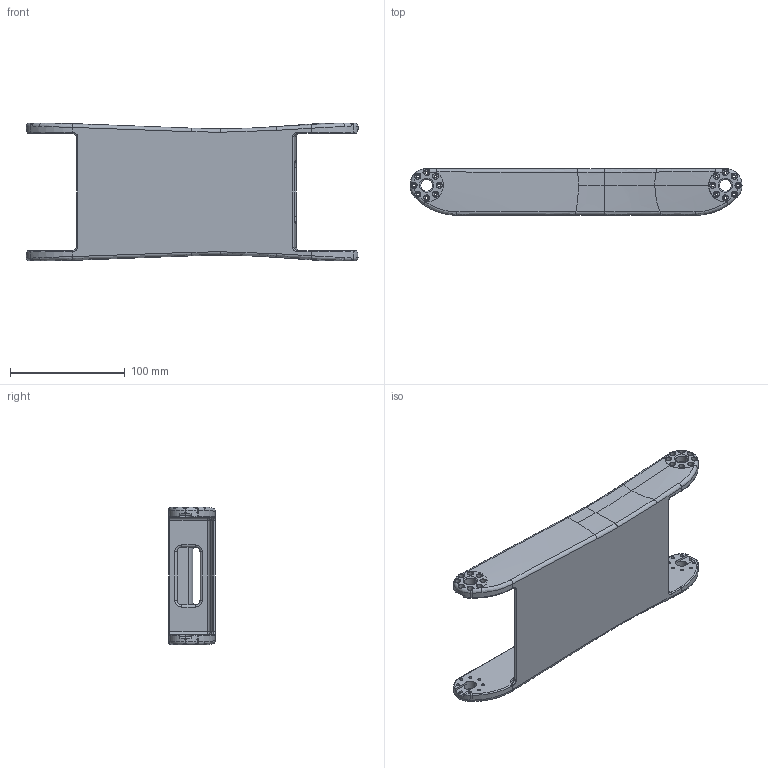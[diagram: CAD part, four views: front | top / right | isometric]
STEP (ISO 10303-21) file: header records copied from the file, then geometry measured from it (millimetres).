
FILE_DESCRIPTION (( 'STEP AP214' ), '1' );
FILE_NAME ('ThighBackv4.STEP', '2017-04-13T12:55:58', ( '' ), ( '' ), 'SwSTEP 2.0', 'SolidWorks 2016', '' );
FILE_SCHEMA (( 'AUTOMOTIVE_DESIGN' ));
Length unit declared in the file: millimetre
Products named in the file (2): ThighBackv4
Bounding box: 289 x 40.5 x 120 mm (x, y, z)
Volume: 277497.2 mm3; surface area: 122027.8 mm2
Topology: 1 solids, 1 shells, 520 faces, 1288 edges, 773 vertices
Faces by surface type: cylinder 206, torus 142, bspline 90, plane 74, cone 6, sphere 2
Entity records: 19992 total; most frequent: CARTESIAN_POINT 7723, DIRECTION 2681, ORIENTED_EDGE 2556, EDGE_CURVE 1278, AXIS2_PLACEMENT_3D 1183, VERTEX_POINT 773, CIRCLE 751, EDGE_LOOP 607
